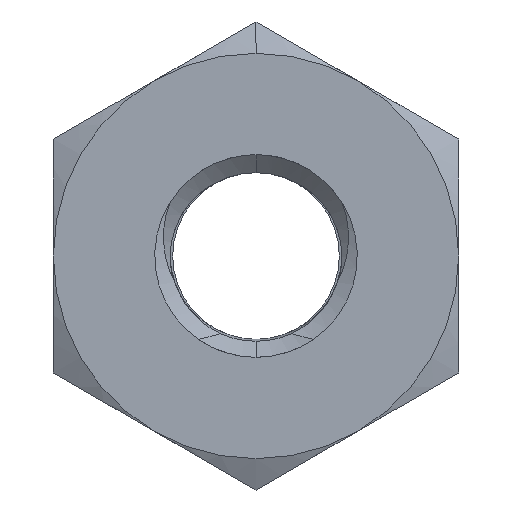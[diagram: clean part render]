
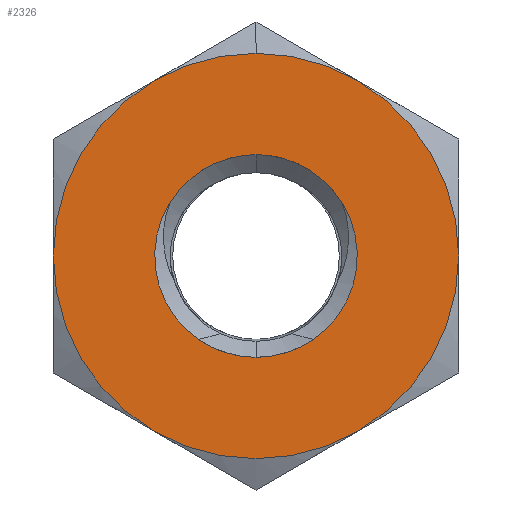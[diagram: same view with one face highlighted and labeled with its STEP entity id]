
A CAD part, front view. The second image highlights one B-rep face of the part: STEP entity #2326.
In plain terms, the highlighted planar face has unit normal (0, -1, 0).
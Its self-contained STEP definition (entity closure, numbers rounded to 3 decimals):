
#18 = CARTESIAN_POINT ( 'NONE',  ( -0.566, 0., -0.824 ) ) ;
#39 = VERTEX_POINT ( 'NONE', #18 ) ;
#69 = DIRECTION ( 'NONE',  ( 0., 0., -1. ) ) ;
#70 = DIRECTION ( 'NONE',  ( 0., -1., 0. ) ) ;
#87 = CARTESIAN_POINT ( 'NONE',  ( 0., 0., 0. ) ) ;
#97 = ORIENTED_EDGE ( 'NONE', *, *, #763, .T. ) ;
#103 = EDGE_LOOP ( 'NONE', ( #350, #319, #239, #177, #97, #140, #333 ) ) ;
#109 = ORIENTED_EDGE ( 'NONE', *, *, #553, .F. ) ;
#140 = ORIENTED_EDGE ( 'NONE', *, *, #737, .T. ) ;
#163 = ORIENTED_EDGE ( 'NONE', *, *, #545, .F. ) ;
#177 = ORIENTED_EDGE ( 'NONE', *, *, #547, .T. ) ;
#214 = ORIENTED_EDGE ( 'NONE', *, *, #851, .F. ) ;
#219 = ORIENTED_EDGE ( 'NONE', *, *, #813, .F. ) ;
#235 = ORIENTED_EDGE ( 'NONE', *, *, #642, .F. ) ;
#239 = ORIENTED_EDGE ( 'NONE', *, *, #598, .T. ) ;
#270 = ORIENTED_EDGE ( 'NONE', *, *, #764, .F. ) ;
#271 = EDGE_LOOP ( 'NONE', ( #270, #365, #214, #163, #109, #235, #219, #298 ) ) ;
#298 = ORIENTED_EDGE ( 'NONE', *, *, #605, .F. ) ;
#319 = ORIENTED_EDGE ( 'NONE', *, *, #643, .T. ) ;
#333 = ORIENTED_EDGE ( 'NONE', *, *, #874, .T. ) ;
#350 = ORIENTED_EDGE ( 'NONE', *, *, #738, .T. ) ;
#365 = ORIENTED_EDGE ( 'NONE', *, *, #599, .F. ) ;
#422 = PLANE ( 'NONE',  #801 ) ;
#438 = CARTESIAN_POINT ( 'NONE',  ( -2., 0., -3.464 ) ) ;
#454 = DIRECTION ( 'NONE',  ( 0., 1., 0. ) ) ;
#455 = DIRECTION ( 'NONE',  ( 0., -1., 0. ) ) ;
#456 = CARTESIAN_POINT ( 'NONE',  ( 0., 0., 0. ) ) ;
#473 = DIRECTION ( 'NONE',  ( 0., -1., 0. ) ) ;
#480 = DIRECTION ( 'NONE',  ( 0., 0., -1. ) ) ;
#487 = DIRECTION ( 'NONE',  ( 0., 0., -1. ) ) ;
#488 = CARTESIAN_POINT ( 'NONE',  ( 0., 0., 0. ) ) ;
#491 = DIRECTION ( 'NONE',  ( 0., 0., 1. ) ) ;
#544 = AXIS2_PLACEMENT_3D ( 'NONE', #2162, #2055, #2211 ) ;
#545 = EDGE_CURVE ( 'NONE', #912, #39, #1434, .T. ) ;
#547 = EDGE_CURVE ( 'NONE', #928, #918, #1433, .T. ) ;
#553 = EDGE_CURVE ( 'NONE', #927, #912, #1428, .T. ) ;
#598 = EDGE_CURVE ( 'NONE', #968, #928, #1381, .T. ) ;
#599 = EDGE_CURVE ( 'NONE', #904, #939, #1380, .T. ) ;
#605 = EDGE_CURVE ( 'NONE', #886, #943, #1377, .T. ) ;
#608 = AXIS2_PLACEMENT_3D ( 'NONE', #1845, #1805, #1804 ) ;
#619 = AXIS2_PLACEMENT_3D ( 'NONE', #2233, #2228, #1136 ) ;
#642 = EDGE_CURVE ( 'NONE', #911, #927, #988, .T. ) ;
#643 = EDGE_CURVE ( 'NONE', #965, #968, #1364, .T. ) ;
#648 = AXIS2_PLACEMENT_3D ( 'NONE', #2064, #2061, #2036 ) ;
#661 = AXIS2_PLACEMENT_3D ( 'NONE', #2042, #2095, #2091 ) ;
#670 = AXIS2_PLACEMENT_3D ( 'NONE', #1212, #1207, #1180 ) ;
#699 = AXIS2_PLACEMENT_3D ( 'NONE', #1838, #1834, #1843 ) ;
#701 = AXIS2_PLACEMENT_3D ( 'NONE', #1890, #1880, #1932 ) ;
#737 = EDGE_CURVE ( 'NONE', #894, #944, #1314, .T. ) ;
#738 = EDGE_CURVE ( 'NONE', #914, #965, #1311, .T. ) ;
#751 = AXIS2_PLACEMENT_3D ( 'NONE', #2204, #2100, #2089 ) ;
#763 = EDGE_CURVE ( 'NONE', #918, #894, #1290, .T. ) ;
#764 = EDGE_CURVE ( 'NONE', #939, #886, #1287, .T. ) ;
#780 = AXIS2_PLACEMENT_3D ( 'NONE', #1219, #1186, #1198 ) ;
#783 = AXIS2_PLACEMENT_3D ( 'NONE', #87, #70, #69 ) ;
#801 = AXIS2_PLACEMENT_3D ( 'NONE', #438, #454, #491 ) ;
#813 = EDGE_CURVE ( 'NONE', #943, #911, #1009, .T. ) ;
#829 = AXIS2_PLACEMENT_3D ( 'NONE', #456, #473, #480 ) ;
#836 = AXIS2_PLACEMENT_3D ( 'NONE', #488, #455, #487 ) ;
#851 = EDGE_CURVE ( 'NONE', #39, #904, #1251, .T. ) ;
#874 = EDGE_CURVE ( 'NONE', #944, #914, #2619, .T. ) ;
#886 = VERTEX_POINT ( 'NONE', #2422 ) ;
#894 = VERTEX_POINT ( 'NONE', #2418 ) ;
#904 = VERTEX_POINT ( 'NONE', #2440 ) ;
#911 = VERTEX_POINT ( 'NONE', #2413 ) ;
#912 = VERTEX_POINT ( 'NONE', #2416 ) ;
#914 = VERTEX_POINT ( 'NONE', #2436 ) ;
#918 = VERTEX_POINT ( 'NONE', #2441 ) ;
#927 = VERTEX_POINT ( 'NONE', #2006 ) ;
#928 = VERTEX_POINT ( 'NONE', #2002 ) ;
#939 = VERTEX_POINT ( 'NONE', #2016 ) ;
#943 = VERTEX_POINT ( 'NONE', #2011 ) ;
#944 = VERTEX_POINT ( 'NONE', #2009 ) ;
#965 = VERTEX_POINT ( 'NONE', #1092 ) ;
#968 = VERTEX_POINT ( 'NONE', #1089 ) ;
#988 = B_SPLINE_CURVE_WITH_KNOTS ( 'NONE', 3,
 ( #2051, #2168, #2212, #2044 ),
 .UNSPECIFIED., .F., .F.,
 ( 4, 4 ),
 ( 0.5, 1. ),
 .UNSPECIFIED. ) ;
#1009 = B_SPLINE_CURVE_WITH_KNOTS ( 'NONE', 3,
 ( #1029, #1021, #1040, #1050 ),
 .UNSPECIFIED., .F., .F.,
 ( 4, 4 ),
 ( 0., 0.5 ),
 .UNSPECIFIED. ) ;
#1021 = CARTESIAN_POINT ( 'NONE',  ( 0.067, 0., 0.997 ) ) ;
#1029 = CARTESIAN_POINT ( 'NONE',  ( 0.101, 0., 0.995 ) ) ;
#1040 = CARTESIAN_POINT ( 'NONE',  ( 0.034, 0., 0.999 ) ) ;
#1050 = CARTESIAN_POINT ( 'NONE',  ( 0., 0., 0.999 ) ) ;
#1089 = CARTESIAN_POINT ( 'NONE',  ( -1., 0., 1.732 ) ) ;
#1092 = CARTESIAN_POINT ( 'NONE',  ( 0., 0., 2. ) ) ;
#1136 = DIRECTION ( 'NONE',  ( 0., 0., -1. ) ) ;
#1180 = DIRECTION ( 'NONE',  ( 0., 0., -1. ) ) ;
#1186 = DIRECTION ( 'NONE',  ( 0., -1., 0. ) ) ;
#1198 = DIRECTION ( 'NONE',  ( 0., 0., -1. ) ) ;
#1207 = DIRECTION ( 'NONE',  ( 0., -1., 0. ) ) ;
#1212 = CARTESIAN_POINT ( 'NONE',  ( 0., 0., 0. ) ) ;
#1219 = CARTESIAN_POINT ( 'NONE',  ( 0., 0., 0. ) ) ;
#1251 = CIRCLE ( 'NONE', #619, 1. ) ;
#1287 = CIRCLE ( 'NONE', #836, 1. ) ;
#1290 = CIRCLE ( 'NONE', #829, 2. ) ;
#1311 = CIRCLE ( 'NONE', #780, 2. ) ;
#1314 = CIRCLE ( 'NONE', #670, 2. ) ;
#1364 = CIRCLE ( 'NONE', #544, 2. ) ;
#1377 = CIRCLE ( 'NONE', #661, 1. ) ;
#1380 = CIRCLE ( 'NONE', #751, 1. ) ;
#1381 = CIRCLE ( 'NONE', #648, 2. ) ;
#1428 = CIRCLE ( 'NONE', #701, 1. ) ;
#1433 = CIRCLE ( 'NONE', #608, 2. ) ;
#1434 = CIRCLE ( 'NONE', #699, 1. ) ;
#1804 = DIRECTION ( 'NONE',  ( 0., 0., -1. ) ) ;
#1805 = DIRECTION ( 'NONE',  ( 0., -1., 0. ) ) ;
#1834 = DIRECTION ( 'NONE',  ( 0., -1., 0. ) ) ;
#1838 = CARTESIAN_POINT ( 'NONE',  ( 0., 0., 0. ) ) ;
#1843 = DIRECTION ( 'NONE',  ( 0., 0., -1. ) ) ;
#1845 = CARTESIAN_POINT ( 'NONE',  ( 0., 0., 0. ) ) ;
#1880 = DIRECTION ( 'NONE',  ( 0., -1., 0. ) ) ;
#1890 = CARTESIAN_POINT ( 'NONE',  ( 0., 0., 0. ) ) ;
#1932 = DIRECTION ( 'NONE',  ( 0., 0., -1. ) ) ;
#2002 = CARTESIAN_POINT ( 'NONE',  ( -2., 0., 0. ) ) ;
#2006 = CARTESIAN_POINT ( 'NONE',  ( -0.101, 0., 0.995 ) ) ;
#2009 = CARTESIAN_POINT ( 'NONE',  ( 2., 0., 0. ) ) ;
#2011 = CARTESIAN_POINT ( 'NONE',  ( 0.101, 0., 0.995 ) ) ;
#2016 = CARTESIAN_POINT ( 'NONE',  ( 0.566, 0., -0.824 ) ) ;
#2036 = DIRECTION ( 'NONE',  ( 0., 0., -1. ) ) ;
#2042 = CARTESIAN_POINT ( 'NONE',  ( 0., 0., 0. ) ) ;
#2044 = CARTESIAN_POINT ( 'NONE',  ( -0.101, 0., 0.995 ) ) ;
#2051 = CARTESIAN_POINT ( 'NONE',  ( 0., 0., 0.999 ) ) ;
#2055 = DIRECTION ( 'NONE',  ( 0., -1., 0. ) ) ;
#2061 = DIRECTION ( 'NONE',  ( 0., -1., 0. ) ) ;
#2064 = CARTESIAN_POINT ( 'NONE',  ( 0., 0., 0. ) ) ;
#2089 = DIRECTION ( 'NONE',  ( 0., 0., -1. ) ) ;
#2091 = DIRECTION ( 'NONE',  ( 0., 0., -1. ) ) ;
#2095 = DIRECTION ( 'NONE',  ( 0., -1., 0. ) ) ;
#2100 = DIRECTION ( 'NONE',  ( 0., -1., 0. ) ) ;
#2162 = CARTESIAN_POINT ( 'NONE',  ( 0., 0., 0. ) ) ;
#2168 = CARTESIAN_POINT ( 'NONE',  ( -0.034, 0., 0.999 ) ) ;
#2204 = CARTESIAN_POINT ( 'NONE',  ( 0., 0., 0. ) ) ;
#2211 = DIRECTION ( 'NONE',  ( 0., 0., -1. ) ) ;
#2212 = CARTESIAN_POINT ( 'NONE',  ( -0.067, 0., 0.997 ) ) ;
#2228 = DIRECTION ( 'NONE',  ( 0., -1., 0. ) ) ;
#2233 = CARTESIAN_POINT ( 'NONE',  ( 0., 0., 0. ) ) ;
#2326 = ADVANCED_FACE ( 'NONE', ( #2609, #2569 ), #422, .F. ) ;
#2413 = CARTESIAN_POINT ( 'NONE',  ( 0., 0., 0.999 ) ) ;
#2416 = CARTESIAN_POINT ( 'NONE',  ( -0.848, 0., 0.53 ) ) ;
#2418 = CARTESIAN_POINT ( 'NONE',  ( 1., 0., -1.732 ) ) ;
#2422 = CARTESIAN_POINT ( 'NONE',  ( 0.848, 0., 0.53 ) ) ;
#2436 = CARTESIAN_POINT ( 'NONE',  ( 1., 0., 1.732 ) ) ;
#2440 = CARTESIAN_POINT ( 'NONE',  ( 0., 0., -1. ) ) ;
#2441 = CARTESIAN_POINT ( 'NONE',  ( -1., 0., -1.732 ) ) ;
#2569 = FACE_OUTER_BOUND ( 'NONE', #103, .T. ) ;
#2609 = FACE_BOUND ( 'NONE', #271, .T. ) ;
#2619 = CIRCLE ( 'NONE', #783, 2. ) ;
